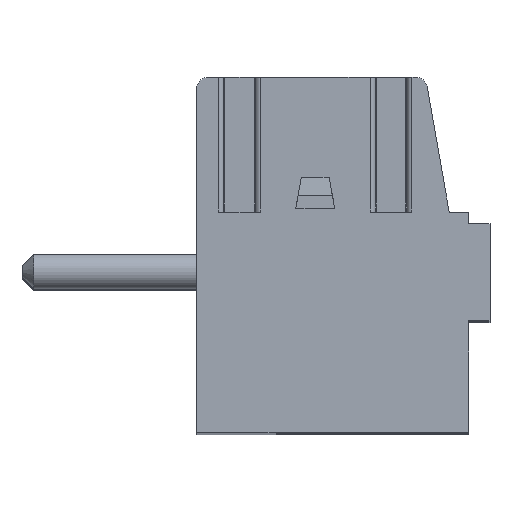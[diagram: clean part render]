
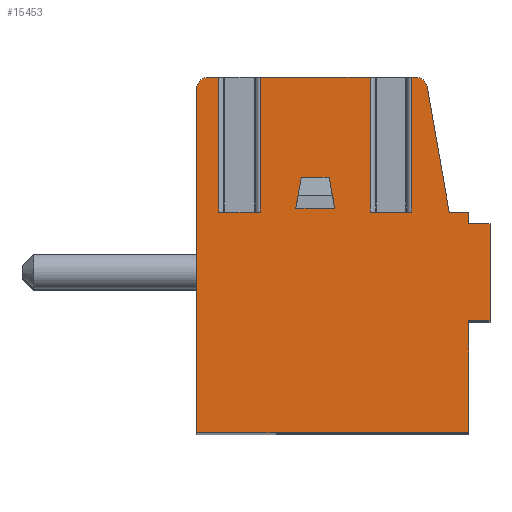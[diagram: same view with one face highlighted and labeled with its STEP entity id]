
A CAD part, top view. The second image highlights one B-rep face of the part: STEP entity #15453.
In plain terms, the highlighted planar face has unit normal (0, 0, 1).
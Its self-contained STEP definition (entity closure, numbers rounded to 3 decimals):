
#2225=DIRECTION('',(-1.,0.,0.));
#2226=VECTOR('',#2225,1.07);
#2227=CARTESIAN_POINT('',(2.035,1.105,1.75));
#2228=LINE('',#2227,#2226);
#2229=DIRECTION('',(0.,1.,0.));
#2230=VECTOR('',#2229,3.47);
#2231=CARTESIAN_POINT('',(2.035,1.105,1.75));
#2232=LINE('',#2231,#2230);
#2233=DIRECTION('',(1.,0.,0.));
#2234=VECTOR('',#2233,0.101);
#2235=CARTESIAN_POINT('',(2.035,4.575,1.75));
#2236=LINE('',#2235,#2234);
#2237=CARTESIAN_POINT('',(2.136,4.275,1.75));
#2238=DIRECTION('',(0.,0.,-1.));
#2239=DIRECTION('',(0.,1.,0.));
#2240=AXIS2_PLACEMENT_3D('',#2237,#2238,#2239);
#2242=DIRECTION('',(0.174,-0.985,0.));
#2243=VECTOR('',#2242,3.272);
#2244=CARTESIAN_POINT('',(2.432,4.327,1.75));
#2245=LINE('',#2244,#2243);
#2246=DIRECTION('',(1.,0.,0.));
#2247=VECTOR('',#2246,0.5);
#2248=CARTESIAN_POINT('',(3.,1.105,1.75));
#2249=LINE('',#2248,#2247);
#2250=DIRECTION('',(0.,-1.,0.));
#2251=VECTOR('',#2250,0.3);
#2252=CARTESIAN_POINT('',(3.5,1.105,1.75));
#2253=LINE('',#2252,#2251);
#2254=DIRECTION('',(0.,-1.,0.));
#2255=VECTOR('',#2254,2.88);
#2256=CARTESIAN_POINT('',(3.5,-1.695,1.75));
#2257=LINE('',#2256,#2255);
#2258=DIRECTION('',(-1.,0.,0.));
#2259=VECTOR('',#2258,7.);
#2260=CARTESIAN_POINT('',(3.5,-4.575,1.75));
#2261=LINE('',#2260,#2259);
#2262=DIRECTION('',(0.,1.,0.));
#2263=VECTOR('',#2262,8.85);
#2264=CARTESIAN_POINT('',(-3.5,-4.575,1.75));
#2265=LINE('',#2264,#2263);
#2266=CARTESIAN_POINT('',(-3.2,4.275,1.75));
#2267=DIRECTION('',(0.,0.,-1.));
#2268=DIRECTION('',(-1.,0.,0.));
#2269=AXIS2_PLACEMENT_3D('',#2266,#2267,#2268);
#2271=DIRECTION('',(1.,0.,0.));
#2272=VECTOR('',#2271,0.265);
#2273=CARTESIAN_POINT('',(-3.2,4.575,1.75));
#2274=LINE('',#2273,#2272);
#2275=DIRECTION('',(0.,1.,0.));
#2276=VECTOR('',#2275,3.47);
#2277=CARTESIAN_POINT('',(-2.935,1.105,1.75));
#2278=LINE('',#2277,#2276);
#2279=DIRECTION('',(-1.,0.,0.));
#2280=VECTOR('',#2279,1.07);
#2281=CARTESIAN_POINT('',(-1.865,1.105,1.75));
#2282=LINE('',#2281,#2280);
#2283=DIRECTION('',(0.,1.,0.));
#2284=VECTOR('',#2283,3.47);
#2285=CARTESIAN_POINT('',(-1.865,1.105,1.75));
#2286=LINE('',#2285,#2284);
#2287=DIRECTION('',(1.,0.,0.));
#2288=VECTOR('',#2287,2.83);
#2289=CARTESIAN_POINT('',(-1.865,4.575,1.75));
#2290=LINE('',#2289,#2288);
#2291=DIRECTION('',(0.,1.,0.));
#2292=VECTOR('',#2291,3.47);
#2293=CARTESIAN_POINT('',(0.965,1.105,1.75));
#2294=LINE('',#2293,#2292);
#2295=DIRECTION('',(-1.,0.,0.));
#2296=VECTOR('',#2295,0.718);
#2297=CARTESIAN_POINT('',(-0.091,2.005,1.75));
#2298=LINE('',#2297,#2296);
#2299=DIRECTION('',(-0.174,-0.985,0.));
#2300=VECTOR('',#2299,0.812);
#2301=CARTESIAN_POINT('',(-0.809,2.005,1.75));
#2302=LINE('',#2301,#2300);
#2303=DIRECTION('',(1.,0.,0.));
#2304=VECTOR('',#2303,1.);
#2305=CARTESIAN_POINT('',(-0.95,1.205,1.75));
#2306=LINE('',#2305,#2304);
#2307=DIRECTION('',(-0.174,0.985,0.));
#2308=VECTOR('',#2307,0.812);
#2309=CARTESIAN_POINT('',(0.05,1.205,1.75));
#2310=LINE('',#2309,#2308);
#2515=DIRECTION('',(-1.,0.,0.));
#2516=VECTOR('',#2515,0.55);
#2517=CARTESIAN_POINT('',(4.05,0.805,1.75));
#2518=LINE('',#2517,#2516);
#3091=DIRECTION('',(0.,1.,0.));
#3092=VECTOR('',#3091,2.5);
#3093=CARTESIAN_POINT('',(4.05,-1.695,1.75));
#3094=LINE('',#3093,#3092);
#3211=DIRECTION('',(1.,0.,0.));
#3212=VECTOR('',#3211,0.55);
#3213=CARTESIAN_POINT('',(3.5,-1.695,1.75));
#3214=LINE('',#3213,#3212);
#9691=CARTESIAN_POINT('',(-3.5,4.275,1.75));
#9692=CARTESIAN_POINT('',(-3.2,4.575,1.75));
#9693=VERTEX_POINT('',#9691);
#9694=VERTEX_POINT('',#9692);
#9695=CARTESIAN_POINT('',(-3.5,-4.575,1.75));
#9696=VERTEX_POINT('',#9695);
#9697=CARTESIAN_POINT('',(3.5,-4.575,1.75));
#9698=VERTEX_POINT('',#9697);
#9699=CARTESIAN_POINT('',(3.5,-1.695,1.75));
#9700=VERTEX_POINT('',#9699);
#9701=CARTESIAN_POINT('',(3.5,1.105,1.75));
#9702=CARTESIAN_POINT('',(3.5,0.805,1.75));
#9703=VERTEX_POINT('',#9701);
#9704=VERTEX_POINT('',#9702);
#9705=CARTESIAN_POINT('',(3.,1.105,1.75));
#9706=VERTEX_POINT('',#9705);
#9707=CARTESIAN_POINT('',(2.432,4.327,1.75));
#9708=VERTEX_POINT('',#9707);
#9709=CARTESIAN_POINT('',(2.136,4.575,1.75));
#9710=VERTEX_POINT('',#9709);
#9848=CARTESIAN_POINT('',(4.05,-1.695,1.75));
#9850=VERTEX_POINT('',#9848);
#9852=CARTESIAN_POINT('',(4.05,0.805,1.75));
#9854=VERTEX_POINT('',#9852);
#10019=CARTESIAN_POINT('',(2.035,1.105,1.75));
#10020=CARTESIAN_POINT('',(0.965,1.105,1.75));
#10021=VERTEX_POINT('',#10019);
#10022=VERTEX_POINT('',#10020);
#10023=CARTESIAN_POINT('',(-1.865,1.105,1.75));
#10024=CARTESIAN_POINT('',(-2.935,1.105,1.75));
#10025=VERTEX_POINT('',#10023);
#10026=VERTEX_POINT('',#10024);
#10027=CARTESIAN_POINT('',(-2.935,4.575,1.75));
#10028=VERTEX_POINT('',#10027);
#10029=CARTESIAN_POINT('',(-1.865,4.575,1.75));
#10030=VERTEX_POINT('',#10029);
#10031=CARTESIAN_POINT('',(2.035,4.575,1.75));
#10032=VERTEX_POINT('',#10031);
#10033=CARTESIAN_POINT('',(0.965,4.575,1.75));
#10034=VERTEX_POINT('',#10033);
#10063=CARTESIAN_POINT('',(-0.95,1.205,1.75));
#10064=CARTESIAN_POINT('',(0.05,1.205,1.75));
#10065=VERTEX_POINT('',#10063);
#10066=VERTEX_POINT('',#10064);
#10068=CARTESIAN_POINT('',(-0.809,2.005,1.75));
#10070=VERTEX_POINT('',#10068);
#10071=CARTESIAN_POINT('',(-0.091,2.005,1.75));
#10072=VERTEX_POINT('',#10071);
#15400=CARTESIAN_POINT('',(0.,0.,1.75));
#15401=DIRECTION('',(0.,0.,1.));
#15402=DIRECTION('',(1.,0.,0.));
#15403=AXIS2_PLACEMENT_3D('',#15400,#15401,#15402);
#15404=PLANE('',#15403);
#15406=ORIENTED_EDGE('',*,*,#15405,.F.);
#15408=ORIENTED_EDGE('',*,*,#15407,.T.);
#15409=ORIENTED_EDGE('',*,*,#12630,.T.);
#15411=ORIENTED_EDGE('',*,*,#15410,.T.);
#15413=ORIENTED_EDGE('',*,*,#15412,.T.);
#15415=ORIENTED_EDGE('',*,*,#15414,.T.);
#15417=ORIENTED_EDGE('',*,*,#15416,.T.);
#15419=ORIENTED_EDGE('',*,*,#15418,.F.);
#15421=ORIENTED_EDGE('',*,*,#15420,.F.);
#15423=ORIENTED_EDGE('',*,*,#15422,.F.);
#15425=ORIENTED_EDGE('',*,*,#15424,.T.);
#15427=ORIENTED_EDGE('',*,*,#15426,.T.);
#15429=ORIENTED_EDGE('',*,*,#15428,.T.);
#15431=ORIENTED_EDGE('',*,*,#15430,.T.);
#15432=ORIENTED_EDGE('',*,*,#12595,.T.);
#15434=ORIENTED_EDGE('',*,*,#15433,.F.);
#15436=ORIENTED_EDGE('',*,*,#15435,.F.);
#15437=ORIENTED_EDGE('',*,*,#15391,.T.);
#15438=ORIENTED_EDGE('',*,*,#12646,.T.);
#15440=ORIENTED_EDGE('',*,*,#15439,.F.);
#15441=EDGE_LOOP('',(#15406,#15408,#15409,#15411,#15413,#15415,#15417,#15419,
#15421,#15423,#15425,#15427,#15429,#15431,#15432,#15434,#15436,#15437,#15438,
#15440));
#15442=FACE_OUTER_BOUND('',#15441,.F.);
#15444=ORIENTED_EDGE('',*,*,#15443,.T.);
#15446=ORIENTED_EDGE('',*,*,#15445,.T.);
#15448=ORIENTED_EDGE('',*,*,#15447,.T.);
#15450=ORIENTED_EDGE('',*,*,#15449,.T.);
#15451=EDGE_LOOP('',(#15444,#15446,#15448,#15450));
#15452=FACE_BOUND('',#15451,.F.);
#2241=CIRCLE('',#2240,0.3);
#2270=CIRCLE('',#2269,0.3);
#12595=EDGE_CURVE('',#9694,#10028,#2274,.T.);
#12630=EDGE_CURVE('',#10032,#9710,#2236,.T.);
#12646=EDGE_CURVE('',#10030,#10034,#2290,.T.);
#15391=EDGE_CURVE('',#10025,#10030,#2286,.T.);
#15405=EDGE_CURVE('',#10021,#10022,#2228,.T.);
#15407=EDGE_CURVE('',#10021,#10032,#2232,.T.);
#15410=EDGE_CURVE('',#9710,#9708,#2241,.T.);
#15412=EDGE_CURVE('',#9708,#9706,#2245,.T.);
#15414=EDGE_CURVE('',#9706,#9703,#2249,.T.);
#15416=EDGE_CURVE('',#9703,#9704,#2253,.T.);
#15418=EDGE_CURVE('',#9854,#9704,#2518,.T.);
#15420=EDGE_CURVE('',#9850,#9854,#3094,.T.);
#15422=EDGE_CURVE('',#9700,#9850,#3214,.T.);
#15424=EDGE_CURVE('',#9700,#9698,#2257,.T.);
#15426=EDGE_CURVE('',#9698,#9696,#2261,.T.);
#15428=EDGE_CURVE('',#9696,#9693,#2265,.T.);
#15430=EDGE_CURVE('',#9693,#9694,#2270,.T.);
#15433=EDGE_CURVE('',#10026,#10028,#2278,.T.);
#15435=EDGE_CURVE('',#10025,#10026,#2282,.T.);
#15439=EDGE_CURVE('',#10022,#10034,#2294,.T.);
#15443=EDGE_CURVE('',#10072,#10070,#2298,.T.);
#15445=EDGE_CURVE('',#10070,#10065,#2302,.T.);
#15447=EDGE_CURVE('',#10065,#10066,#2306,.T.);
#15449=EDGE_CURVE('',#10066,#10072,#2310,.T.);
#15453=ADVANCED_FACE('',(#15442,#15452),#15404,.T.);
